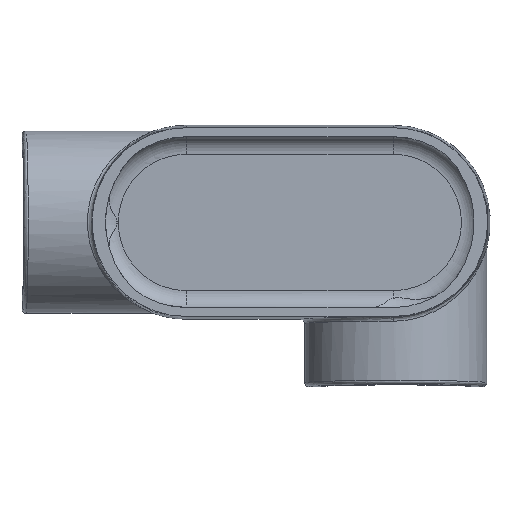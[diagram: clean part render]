
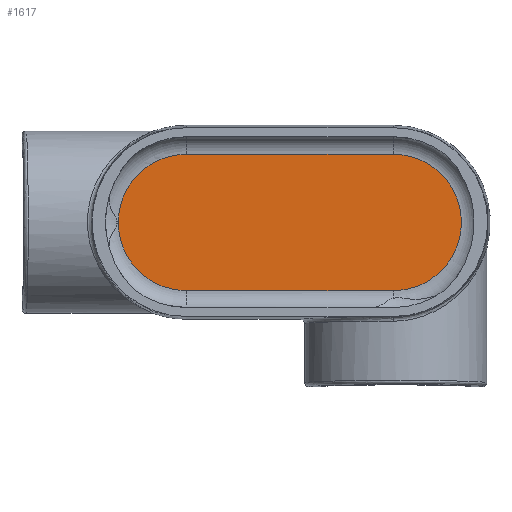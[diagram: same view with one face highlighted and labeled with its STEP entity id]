
A CAD part, top view. The second image highlights one B-rep face of the part: STEP entity #1617.
In plain terms, the highlighted planar face has unit normal (0, 0, 1).
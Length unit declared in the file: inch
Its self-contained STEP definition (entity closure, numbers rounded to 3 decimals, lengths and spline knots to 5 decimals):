
#260=FACE_OUTER_BOUND('',#360,.T.);
#360=EDGE_LOOP('',(#1428,#1429,#1430,#1431,#1432));
#419=CIRCLE('',#1720,1.89766);
#466=CIRCLE('',#1831,1.89766);
#467=CIRCLE('',#1833,1.89766);
#497=LINE('',#6189,#564);
#529=LINE('',#6866,#596);
#564=VECTOR('',#2023,5.75);
#596=VECTOR('',#2289,5.75);
#686=VERTEX_POINT('',#6182);
#687=VERTEX_POINT('',#6184);
#688=VERTEX_POINT('',#6188);
#758=VERTEX_POINT('',#6831);
#759=VERTEX_POINT('',#6856);
#865=EDGE_CURVE('',#686,#687,#419,.F.);
#867=EDGE_CURVE('',#687,#688,#497,.T.);
#984=EDGE_CURVE('',#688,#758,#466,.F.);
#985=EDGE_CURVE('',#758,#759,#467,.F.);
#989=EDGE_CURVE('',#759,#686,#529,.T.);
#1428=ORIENTED_EDGE('',*,*,#985,.F.);
#1429=ORIENTED_EDGE('',*,*,#984,.F.);
#1430=ORIENTED_EDGE('',*,*,#867,.F.);
#1431=ORIENTED_EDGE('',*,*,#865,.F.);
#1432=ORIENTED_EDGE('',*,*,#989,.F.);
#1534=PLANE('',#1841);
#1617=ADVANCED_FACE('',(#260),#1534,.T.);
#1720=AXIS2_PLACEMENT_3D('',#6185,#2017,#2018);
#1831=AXIS2_PLACEMENT_3D('',#6854,#2270,#2271);
#1833=AXIS2_PLACEMENT_3D('',#6857,#2274,#2275);
#1841=AXIS2_PLACEMENT_3D('',#6869,#2293,#2294);
#2017=DIRECTION('center_axis',(0.,0.,1.));
#2018=DIRECTION('ref_axis',(1.,0.,0.));
#2023=DIRECTION('',(-1.,0.,0.));
#2270=DIRECTION('center_axis',(0.,0.,1.));
#2271=DIRECTION('ref_axis',(1.,0.,0.));
#2274=DIRECTION('center_axis',(0.,0.,1.));
#2275=DIRECTION('ref_axis',(1.,0.,0.));
#2289=DIRECTION('',(1.,0.,0.));
#2293=DIRECTION('center_axis',(0.,0.,1.));
#2294=DIRECTION('ref_axis',(1.,0.,0.));
#6182=CARTESIAN_POINT('',(2.875,1.89766,-2.375));
#6184=CARTESIAN_POINT('',(2.875,-1.89766,-2.375));
#6185=CARTESIAN_POINT('Origin',(2.875,0.,-2.375));
#6188=CARTESIAN_POINT('',(-2.875,-1.89766,-2.375));
#6189=CARTESIAN_POINT('',(2.875,-1.89766,-2.375));
#6831=CARTESIAN_POINT('',(-4.77266,0.,-2.375));
#6854=CARTESIAN_POINT('Origin',(-2.875,0.,-2.375));
#6856=CARTESIAN_POINT('',(-2.875,1.89766,-2.375));
#6857=CARTESIAN_POINT('Origin',(-2.875,0.,-2.375));
#6866=CARTESIAN_POINT('',(-2.875,1.89766,-2.375));
#6869=CARTESIAN_POINT('Origin',(2.875,0.,-2.375));
